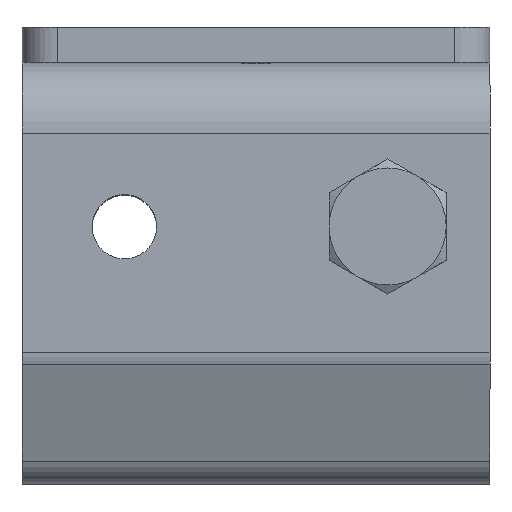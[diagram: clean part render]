
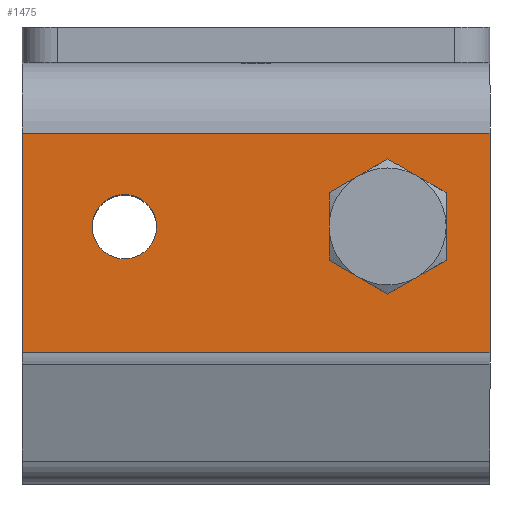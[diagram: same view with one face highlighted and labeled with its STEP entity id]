
A CAD part, top view. The second image highlights one B-rep face of the part: STEP entity #1475.
In plain terms, the highlighted planar face has unit normal (0, 0, 1).
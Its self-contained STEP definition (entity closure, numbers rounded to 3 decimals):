
#219 = CARTESIAN_POINT ( 'NONE',  ( -14., -15.05, 19. ) ) ;
#310 = FACE_BOUND ( 'NONE', #1882, .T. ) ;
#315 = FACE_OUTER_BOUND ( 'NONE', #4427, .T. ) ;
#325 = FACE_BOUND ( 'NONE', #4500, .T. ) ;
#335 = VERTEX_POINT ( 'NONE', #3782 ) ;
#371 = VERTEX_POINT ( 'NONE', #817 ) ;
#382 = LINE ( 'NONE', #4299, #2066 ) ;
#394 = CARTESIAN_POINT ( 'NONE',  ( 11.25, -15.05, 19. ) ) ;
#453 = ORIENTED_EDGE ( 'NONE', *, *, #3903, .T. ) ;
#721 = DIRECTION ( 'NONE',  ( 0., 0., -1. ) ) ;
#774 = AXIS2_PLACEMENT_3D ( 'NONE', #3624, #3953, #2217 ) ;
#802 = ORIENTED_EDGE ( 'NONE', *, *, #2484, .T. ) ;
#817 = CARTESIAN_POINT ( 'NONE',  ( 14.05, -15.05, 19. ) ) ;
#884 = CARTESIAN_POINT ( 'NONE',  ( 20., -25.808, 19. ) ) ;
#972 = DIRECTION ( 'NONE',  ( 1., 0., 0. ) ) ;
#986 = CIRCLE ( 'NONE', #1510, 2.75 ) ;
#1016 = EDGE_CURVE ( 'NONE', #2925, #1736, #1512, .T. ) ;
#1072 = EDGE_CURVE ( 'NONE', #371, #2874, #1402, .T. ) ;
#1173 = LINE ( 'NONE', #4092, #3255 ) ;
#1219 = CARTESIAN_POINT ( 'NONE',  ( 20., -7.05, 19. ) ) ;
#1282 = DIRECTION ( 'NONE',  ( -1., 0., 0. ) ) ;
#1402 = CIRCLE ( 'NONE', #3408, 2.8 ) ;
#1433 = VERTEX_POINT ( 'NONE', #219 ) ;
#1437 = ORIENTED_EDGE ( 'NONE', *, *, #1072, .F. ) ;
#1463 = CARTESIAN_POINT ( 'NONE',  ( 20., -7.05, 19. ) ) ;
#1475 = ADVANCED_FACE ( 'NONE', ( #310, #315, #325 ), #1508, .T. ) ;
#1502 = VECTOR ( 'NONE', #3941, 1000. ) ;
#1508 = PLANE ( 'NONE',  #3073 ) ;
#1510 = AXIS2_PLACEMENT_3D ( 'NONE', #4176, #721, #1282 ) ;
#1512 = LINE ( 'NONE', #1463, #1502 ) ;
#1700 = DIRECTION ( 'NONE',  ( 0., 0., 1. ) ) ;
#1702 = DIRECTION ( 'NONE',  ( 1., 0., 0. ) ) ;
#1736 = VERTEX_POINT ( 'NONE', #884 ) ;
#1882 = EDGE_LOOP ( 'NONE', ( #1437, #2703 ) ) ;
#1939 = EDGE_CURVE ( 'NONE', #4345, #335, #4355, .T. ) ;
#2023 = DIRECTION ( 'NONE',  ( 0., 0., 1. ) ) ;
#2066 = VECTOR ( 'NONE', #1702, 1000. ) ;
#2125 = DIRECTION ( 'NONE',  ( 0., -1., 0. ) ) ;
#2217 = DIRECTION ( 'NONE',  ( -1., 0., 0. ) ) ;
#2403 = DIRECTION ( 'NONE',  ( 1., 0., 0. ) ) ;
#2438 = EDGE_CURVE ( 'NONE', #335, #1736, #382, .T. ) ;
#2451 = VECTOR ( 'NONE', #2125, 1000. ) ;
#2474 = ORIENTED_EDGE ( 'NONE', *, *, #2438, .T. ) ;
#2484 = EDGE_CURVE ( 'NONE', #4616, #1433, #2753, .T. ) ;
#2663 = CARTESIAN_POINT ( 'NONE',  ( -20., -7.05, 19. ) ) ;
#2703 = ORIENTED_EDGE ( 'NONE', *, *, #4065, .F. ) ;
#2725 = ORIENTED_EDGE ( 'NONE', *, *, #4185, .F. ) ;
#2753 = CIRCLE ( 'NONE', #774, 2.75 ) ;
#2874 = VERTEX_POINT ( 'NONE', #4555 ) ;
#2910 = AXIS2_PLACEMENT_3D ( 'NONE', #394, #1700, #3373 ) ;
#2924 = CARTESIAN_POINT ( 'NONE',  ( -20., -7.05, 19. ) ) ;
#2925 = VERTEX_POINT ( 'NONE', #1219 ) ;
#2985 = ORIENTED_EDGE ( 'NONE', *, *, #1016, .F. ) ;
#3073 = AXIS2_PLACEMENT_3D ( 'NONE', #2924, #2023, #2403 ) ;
#3255 = VECTOR ( 'NONE', #972, 1000. ) ;
#3373 = DIRECTION ( 'NONE',  ( 1., 0., 0. ) ) ;
#3408 = AXIS2_PLACEMENT_3D ( 'NONE', #4597, #3511, #3480 ) ;
#3480 = DIRECTION ( 'NONE',  ( 1., 0., 0. ) ) ;
#3511 = DIRECTION ( 'NONE',  ( 0., 0., 1. ) ) ;
#3624 = CARTESIAN_POINT ( 'NONE',  ( -11.25, -15.05, 19. ) ) ;
#3782 = CARTESIAN_POINT ( 'NONE',  ( -20., -25.808, 19. ) ) ;
#3783 = ORIENTED_EDGE ( 'NONE', *, *, #1939, .T. ) ;
#3903 = EDGE_CURVE ( 'NONE', #1433, #4616, #986, .T. ) ;
#3940 = CARTESIAN_POINT ( 'NONE',  ( -20., -7.05, 19. ) ) ;
#3941 = DIRECTION ( 'NONE',  ( 0., -1., 0. ) ) ;
#3953 = DIRECTION ( 'NONE',  ( 0., 0., -1. ) ) ;
#4065 = EDGE_CURVE ( 'NONE', #2874, #371, #4335, .T. ) ;
#4092 = CARTESIAN_POINT ( 'NONE',  ( -20., -7.05, 19. ) ) ;
#4131 = CARTESIAN_POINT ( 'NONE',  ( -8.5, -15.05, 19. ) ) ;
#4176 = CARTESIAN_POINT ( 'NONE',  ( -11.25, -15.05, 19. ) ) ;
#4185 = EDGE_CURVE ( 'NONE', #4345, #2925, #1173, .T. ) ;
#4299 = CARTESIAN_POINT ( 'NONE',  ( -20., -25.808, 19. ) ) ;
#4335 = CIRCLE ( 'NONE', #2910, 2.8 ) ;
#4345 = VERTEX_POINT ( 'NONE', #2663 ) ;
#4355 = LINE ( 'NONE', #3940, #2451 ) ;
#4427 = EDGE_LOOP ( 'NONE', ( #2985, #2725, #3783, #2474 ) ) ;
#4500 = EDGE_LOOP ( 'NONE', ( #453, #802 ) ) ;
#4555 = CARTESIAN_POINT ( 'NONE',  ( 8.45, -15.05, 19. ) ) ;
#4597 = CARTESIAN_POINT ( 'NONE',  ( 11.25, -15.05, 19. ) ) ;
#4616 = VERTEX_POINT ( 'NONE', #4131 ) ;
